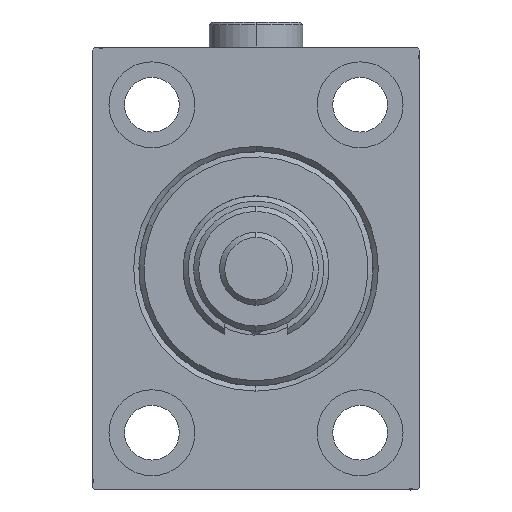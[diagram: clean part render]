
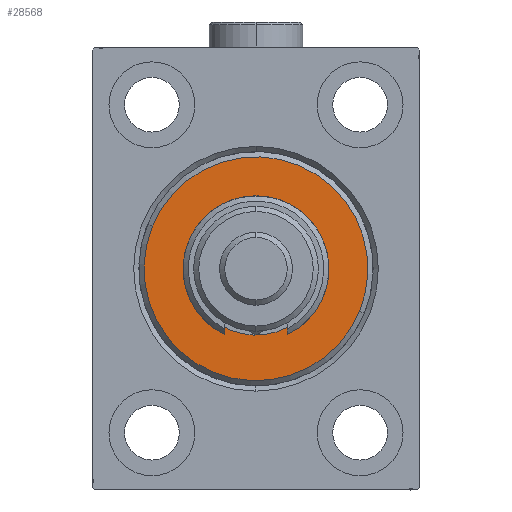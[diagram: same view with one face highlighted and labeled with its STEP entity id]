
A CAD part, left-side view. The second image highlights one B-rep face of the part: STEP entity #28568.
In plain terms, the highlighted face is planar.
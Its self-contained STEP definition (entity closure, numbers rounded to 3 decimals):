
#1018 = EDGE_CURVE ( 'NONE', #29104, #31801, #18273, .T. ) ;
#1161 = ORIENTED_EDGE ( 'NONE', *, *, #40067, .T. ) ;
#2284 = CARTESIAN_POINT ( 'NONE',  ( 3., 0., 12.75 ) ) ;
#4641 = CARTESIAN_POINT ( 'NONE',  ( 3., 0., 0. ) ) ;
#5526 = CIRCLE ( 'NONE', #35756, 21.5 ) ;
#5875 = AXIS2_PLACEMENT_3D ( 'NONE', #30488, #12018, #45062 ) ;
#5920 = CARTESIAN_POINT ( 'NONE',  ( 3., 0., 0. ) ) ;
#7447 = AXIS2_PLACEMENT_3D ( 'NONE', #4641, #23324, #15329 ) ;
#8022 = DIRECTION ( 'NONE',  ( -1., 0., 0. ) ) ;
#10031 = DIRECTION ( 'NONE',  ( 0., 0., -1. ) ) ;
#10519 = CARTESIAN_POINT ( 'NONE',  ( 3., 0., -21.5 ) ) ;
#11319 = CIRCLE ( 'NONE', #38469, 12.75 ) ;
#12018 = DIRECTION ( 'NONE',  ( -1., 0., 0. ) ) ;
#13271 = FACE_BOUND ( 'NONE', #22365, .T. ) ;
#13757 = DIRECTION ( 'NONE',  ( 0., 0., -1. ) ) ;
#14471 = ORIENTED_EDGE ( 'NONE', *, *, #32297, .T. ) ;
#14531 = ORIENTED_EDGE ( 'NONE', *, *, #1018, .T. ) ;
#15329 = DIRECTION ( 'NONE',  ( 0., 0., -1. ) ) ;
#17158 = FACE_OUTER_BOUND ( 'NONE', #41853, .T. ) ;
#17695 = CARTESIAN_POINT ( 'NONE',  ( 3., 0., -12.75 ) ) ;
#18273 = CIRCLE ( 'NONE', #5875, 12.75 ) ;
#22365 = EDGE_LOOP ( 'NONE', ( #14471, #14531 ) ) ;
#22595 = CARTESIAN_POINT ( 'NONE',  ( 3., 0., 0. ) ) ;
#23324 = DIRECTION ( 'NONE',  ( 1., 0., 0. ) ) ;
#24526 = AXIS2_PLACEMENT_3D ( 'NONE', #39031, #47041, #13757 ) ;
#27721 = EDGE_CURVE ( 'NONE', #36920, #42258, #28380, .T. ) ;
#28380 = CIRCLE ( 'NONE', #7447, 21.5 ) ;
#28568 = ADVANCED_FACE ( 'NONE', ( #17158, #13271 ), #39271, .T. ) ;
#29104 = VERTEX_POINT ( 'NONE', #17695 ) ;
#30488 = CARTESIAN_POINT ( 'NONE',  ( 3., 0., 0. ) ) ;
#31801 = VERTEX_POINT ( 'NONE', #2284 ) ;
#32297 = EDGE_CURVE ( 'NONE', #31801, #29104, #11319, .T. ) ;
#33319 = ORIENTED_EDGE ( 'NONE', *, *, #27721, .T. ) ;
#33916 = CARTESIAN_POINT ( 'NONE',  ( 3., 0., 21.5 ) ) ;
#35302 = DIRECTION ( 'NONE',  ( 1., 0., 0. ) ) ;
#35756 = AXIS2_PLACEMENT_3D ( 'NONE', #5920, #35302, #10031 ) ;
#36920 = VERTEX_POINT ( 'NONE', #33916 ) ;
#38469 = AXIS2_PLACEMENT_3D ( 'NONE', #22595, #8022, #40577 ) ;
#39031 = CARTESIAN_POINT ( 'NONE',  ( 3., 0., 0. ) ) ;
#39271 = PLANE ( 'NONE',  #24526 ) ;
#40067 = EDGE_CURVE ( 'NONE', #42258, #36920, #5526, .T. ) ;
#40577 = DIRECTION ( 'NONE',  ( 0., 0., -1. ) ) ;
#41853 = EDGE_LOOP ( 'NONE', ( #33319, #1161 ) ) ;
#42258 = VERTEX_POINT ( 'NONE', #10519 ) ;
#45062 = DIRECTION ( 'NONE',  ( 0., 0., -1. ) ) ;
#47041 = DIRECTION ( 'NONE',  ( 1., 0., 0. ) ) ;
